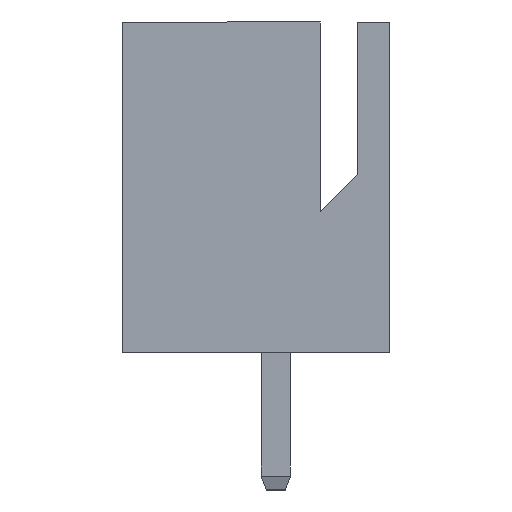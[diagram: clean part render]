
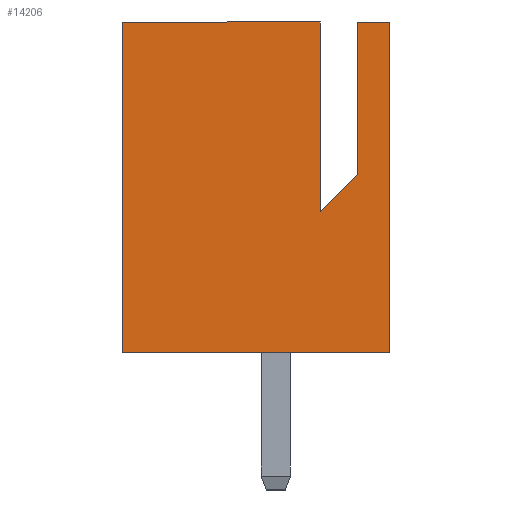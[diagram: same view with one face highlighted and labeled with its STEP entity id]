
A CAD part, left-side view. The second image highlights one B-rep face of the part: STEP entity #14206.
In plain terms, the highlighted planar face has unit normal (-1, 0, 0).
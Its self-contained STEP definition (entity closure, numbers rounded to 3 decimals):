
#1213 = VERTEX_POINT ( 'NONE', #13223 ) ;
#1280 = VECTOR ( 'NONE', #8575, 1000. ) ;
#1455 = VECTOR ( 'NONE', #13093, 1000. ) ;
#1501 = EDGE_CURVE ( 'NONE', #10593, #12265, #12911, .T. ) ;
#1545 = CARTESIAN_POINT ( 'NONE',  ( -13.767, 0., 7.214 ) ) ;
#1945 = CARTESIAN_POINT ( 'NONE',  ( -13.767, 3.353, 0.711 ) ) ;
#2008 = VECTOR ( 'NONE', #4908, 1000. ) ;
#2302 = FACE_OUTER_BOUND ( 'NONE', #3521, .T. ) ;
#2983 = EDGE_CURVE ( 'NONE', #5507, #16361, #8491, .T. ) ;
#3095 = DIRECTION ( 'NONE',  ( 0., -1., 0. ) ) ;
#3204 = CARTESIAN_POINT ( 'NONE',  ( -13.767, 3.353, 0. ) ) ;
#3343 = LINE ( 'NONE', #4602, #10371 ) ;
#3434 = CARTESIAN_POINT ( 'NONE',  ( -13.767, -1.778, 7.214 ) ) ;
#3521 = EDGE_LOOP ( 'NONE', ( #15766, #10496, #10010, #13245, #6159, #7283, #9335, #4269 ) ) ;
#3924 = CARTESIAN_POINT ( 'NONE',  ( -13.767, -2.489, 0. ) ) ;
#4269 = ORIENTED_EDGE ( 'NONE', *, *, #15903, .T. ) ;
#4520 = CARTESIAN_POINT ( 'NONE',  ( -13.767, -0.965, 7.214 ) ) ;
#4602 = CARTESIAN_POINT ( 'NONE',  ( -13.767, -2.489, 0.711 ) ) ;
#4759 = LINE ( 'NONE', #14922, #8752 ) ;
#4908 = DIRECTION ( 'NONE',  ( 0., 0.707, -0.707 ) ) ;
#5246 = AXIS2_PLACEMENT_3D ( 'NONE', #12428, #9997, #11175 ) ;
#5507 = VERTEX_POINT ( 'NONE', #3434 ) ;
#5552 = CARTESIAN_POINT ( 'NONE',  ( -13.767, 3.353, 7.214 ) ) ;
#5927 = LINE ( 'NONE', #8343, #8150 ) ;
#6146 = PLANE ( 'NONE',  #5246 ) ;
#6159 = ORIENTED_EDGE ( 'NONE', *, *, #12322, .T. ) ;
#6622 = VERTEX_POINT ( 'NONE', #3204 ) ;
#7283 = ORIENTED_EDGE ( 'NONE', *, *, #13377, .F. ) ;
#7321 = CARTESIAN_POINT ( 'NONE',  ( -13.767, -1.778, 0.711 ) ) ;
#7868 = CARTESIAN_POINT ( 'NONE',  ( -13.767, -1.778, 3.886 ) ) ;
#8024 = EDGE_CURVE ( 'NONE', #16361, #10593, #11008, .T. ) ;
#8150 = VECTOR ( 'NONE', #3095, 1000. ) ;
#8310 = DIRECTION ( 'NONE',  ( 0., 0., 1. ) ) ;
#8343 = CARTESIAN_POINT ( 'NONE',  ( -13.767, -2.489, 0. ) ) ;
#8491 = LINE ( 'NONE', #7321, #1280 ) ;
#8540 = VECTOR ( 'NONE', #8310, 1000. ) ;
#8575 = DIRECTION ( 'NONE',  ( 0., 0., -1. ) ) ;
#8752 = VECTOR ( 'NONE', #16287, 1000. ) ;
#9335 = ORIENTED_EDGE ( 'NONE', *, *, #13809, .T. ) ;
#9600 = EDGE_CURVE ( 'NONE', #1213, #5507, #15429, .T. ) ;
#9997 = DIRECTION ( 'NONE',  ( -1., 0., 0. ) ) ;
#10010 = ORIENTED_EDGE ( 'NONE', *, *, #8024, .T. ) ;
#10371 = VECTOR ( 'NONE', #12126, 1000. ) ;
#10496 = ORIENTED_EDGE ( 'NONE', *, *, #2983, .T. ) ;
#10593 = VERTEX_POINT ( 'NONE', #14121 ) ;
#10873 = VERTEX_POINT ( 'NONE', #3924 ) ;
#11008 = LINE ( 'NONE', #13755, #2008 ) ;
#11175 = DIRECTION ( 'NONE',  ( 0., 0., 1. ) ) ;
#11518 = DIRECTION ( 'NONE',  ( 0., 0., 1. ) ) ;
#12126 = DIRECTION ( 'NONE',  ( 0., 0., 1. ) ) ;
#12258 = VECTOR ( 'NONE', #11518, 1000. ) ;
#12265 = VERTEX_POINT ( 'NONE', #4520 ) ;
#12322 = EDGE_CURVE ( 'NONE', #12265, #14468, #4759, .T. ) ;
#12428 = CARTESIAN_POINT ( 'NONE',  ( -13.767, -2.489, 0.711 ) ) ;
#12745 = CARTESIAN_POINT ( 'NONE',  ( -13.767, -0.965, 0.711 ) ) ;
#12911 = LINE ( 'NONE', #12745, #12258 ) ;
#13093 = DIRECTION ( 'NONE',  ( 0., 1., 0. ) ) ;
#13223 = CARTESIAN_POINT ( 'NONE',  ( -13.767, -2.489, 7.214 ) ) ;
#13245 = ORIENTED_EDGE ( 'NONE', *, *, #1501, .T. ) ;
#13327 = LINE ( 'NONE', #1945, #8540 ) ;
#13377 = EDGE_CURVE ( 'NONE', #6622, #14468, #13327, .T. ) ;
#13755 = CARTESIAN_POINT ( 'NONE',  ( -13.767, -1.778, 3.886 ) ) ;
#13809 = EDGE_CURVE ( 'NONE', #6622, #10873, #5927, .T. ) ;
#14121 = CARTESIAN_POINT ( 'NONE',  ( -13.767, -0.965, 3.073 ) ) ;
#14206 = ADVANCED_FACE ( 'NONE', ( #2302 ), #6146, .T. ) ;
#14468 = VERTEX_POINT ( 'NONE', #5552 ) ;
#14922 = CARTESIAN_POINT ( 'NONE',  ( -13.767, -2.489, 7.214 ) ) ;
#15429 = LINE ( 'NONE', #1545, #1455 ) ;
#15766 = ORIENTED_EDGE ( 'NONE', *, *, #9600, .T. ) ;
#15903 = EDGE_CURVE ( 'NONE', #10873, #1213, #3343, .T. ) ;
#16287 = DIRECTION ( 'NONE',  ( 0., 1., 0. ) ) ;
#16361 = VERTEX_POINT ( 'NONE', #7868 ) ;
